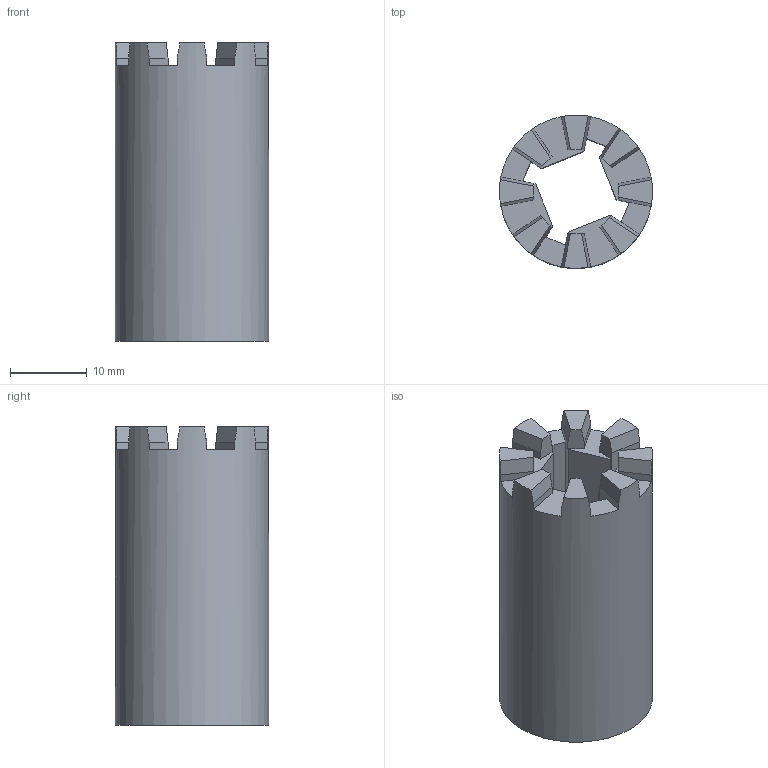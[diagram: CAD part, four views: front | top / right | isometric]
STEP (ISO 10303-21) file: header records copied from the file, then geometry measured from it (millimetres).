
FILE_DESCRIPTION(/* description */ (''),/* implementation_level */ '2;1');
FILE_NAME(/* name */ '',/* time_stamp */ '2024-12-03T18:37:48+03:00',/* author */ ('Phantom'),/* organization */ (''),/* preprocessor_version */ 'ST-DEVELOPER v20',/* originating_system */ 'Autodesk Inventor 2025',/* authorisation */ '');
FILE_SCHEMA (('AUTOMOTIVE_DESIGN { 1 0 10303 214 3 1 1 }'));
Length unit declared in the file: millimetre
Products named in the file (1): деталь вв
Bounding box: 20 x 20 x 39 mm (x, y, z)
Volume: 8258.7 mm3; surface area: 4783.4 mm2
Topology: 1 solids, 1 shells, 70 faces, 203 edges, 136 vertices
Faces by surface type: plane 69, cylinder 1
Full cylindrical faces by diameter (mm): 20 x1
Entity records: 2349 total; most frequent: CARTESIAN_POINT 410, ORIENTED_EDGE 406, DIRECTION 379, EDGE_CURVE 203, LINE 169, VECTOR 169, VERTEX_POINT 134, AXIS2_PLACEMENT_3D 105
